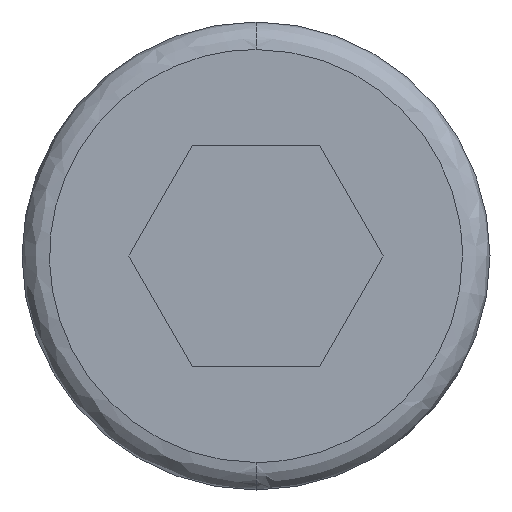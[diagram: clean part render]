
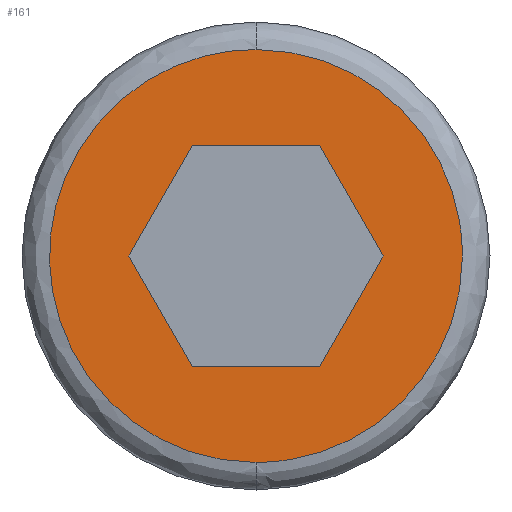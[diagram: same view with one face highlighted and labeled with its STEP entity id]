
A CAD part, front view. The second image highlights one B-rep face of the part: STEP entity #161.
In plain terms, the highlighted planar face has unit normal (0, -1, 0).
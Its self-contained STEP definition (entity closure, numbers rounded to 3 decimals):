
#16 = ORIENTED_EDGE ( 'NONE', *, *, #301, .F. ) ;
#17 = ORIENTED_EDGE ( 'NONE', *, *, #621, .T. ) ;
#33 = CARTESIAN_POINT ( 'NONE',  ( -2.309, -5., 0. ) ) ;
#35 = CARTESIAN_POINT ( 'NONE',  ( 2.197, -5., 3.75 ) ) ;
#69 = ORIENTED_EDGE ( 'NONE', *, *, #581, .T. ) ;
#78 = ORIENTED_EDGE ( 'NONE', *, *, #419, .T. ) ;
#102 = FACE_OUTER_BOUND ( 'NONE', #206, .T. ) ;
#114 =( BOUNDED_CURVE ( )  B_SPLINE_CURVE ( 3, ( #751, #35, #394, #633 ),
 .UNSPECIFIED., .F., .F. ) 
 B_SPLINE_CURVE_WITH_KNOTS ( ( 4, 4 ),
 ( 0., 1. ),
 .UNSPECIFIED. ) 
 CURVE ( )  GEOMETRIC_REPRESENTATION_ITEM ( )  RATIONAL_B_SPLINE_CURVE ( ( 1., 0.805, 0.805, 1. ) ) 
 REPRESENTATION_ITEM ( '' )  );
#117 = CARTESIAN_POINT ( 'NONE',  ( 0., -5., -3.75 ) ) ;
#142 = ORIENTED_EDGE ( 'NONE', *, *, #402, .T. ) ;
#149 = LINE ( 'NONE', #325, #629 ) ;
#151 = CARTESIAN_POINT ( 'NONE',  ( 2.309, -5., 0. ) ) ;
#157 = DIRECTION ( 'NONE',  ( 0.5, 0., 0.866 ) ) ;
#159 =( BOUNDED_CURVE ( )  B_SPLINE_CURVE ( 3, ( #676, #497, #491, #723, #428, #183, #187 ),
 .UNSPECIFIED., .F., .T. ) 
 B_SPLINE_CURVE_WITH_KNOTS ( ( 4, 3, 4 ),
 ( 0.333, 0.667, 1. ),
 .UNSPECIFIED. ) 
 CURVE ( )  GEOMETRIC_REPRESENTATION_ITEM ( )  RATIONAL_B_SPLINE_CURVE ( ( 1., 0.805, 0.805, 1., 0.805, 0.805, 1. ) ) 
 REPRESENTATION_ITEM ( '' )  );
#161 = ADVANCED_FACE ( 'NONE', ( #228, #102 ), #358, .T. ) ;
#180 = CARTESIAN_POINT ( 'NONE',  ( 3.75, -5., 0. ) ) ;
#183 = CARTESIAN_POINT ( 'NONE',  ( -2.197, -5., 3.75 ) ) ;
#187 = CARTESIAN_POINT ( 'NONE',  ( 0., -5., 3.75 ) ) ;
#206 = EDGE_LOOP ( 'NONE', ( #16, #765, #539 ) ) ;
#225 = CARTESIAN_POINT ( 'NONE',  ( 2.197, -5., -3.75 ) ) ;
#226 = DIRECTION ( 'NONE',  ( 0.5, 0., -0.866 ) ) ;
#228 = FACE_BOUND ( 'NONE', #700, .T. ) ;
#236 = DIRECTION ( 'NONE',  ( -0.5, 0., -0.866 ) ) ;
#241 = CARTESIAN_POINT ( 'NONE',  ( 2.309, -5., 0. ) ) ;
#242 = DIRECTION ( 'NONE',  ( -1., 0., 0. ) ) ;
#250 = VERTEX_POINT ( 'NONE', #383 ) ;
#256 = CARTESIAN_POINT ( 'NONE',  ( 0., -5., -3.75 ) ) ;
#274 = DIRECTION ( 'NONE',  ( 1., 0., 0. ) ) ;
#278 = LINE ( 'NONE', #296, #332 ) ;
#285 = VECTOR ( 'NONE', #348, 1000. ) ;
#288 = ORIENTED_EDGE ( 'NONE', *, *, #692, .T. ) ;
#296 = CARTESIAN_POINT ( 'NONE',  ( 0., -5., -2. ) ) ;
#301 = EDGE_CURVE ( 'NONE', #250, #615, #114, .T. ) ;
#325 = CARTESIAN_POINT ( 'NONE',  ( 0., -5., 2. ) ) ;
#332 = VECTOR ( 'NONE', #242, 1000. ) ;
#341 = LINE ( 'NONE', #599, #761 ) ;
#347 = VERTEX_POINT ( 'NONE', #151 ) ;
#348 = DIRECTION ( 'NONE',  ( -0.5, 0., 0.866 ) ) ;
#358 = PLANE ( 'NONE',  #524 ) ;
#375 = VERTEX_POINT ( 'NONE', #636 ) ;
#383 = CARTESIAN_POINT ( 'NONE',  ( 0., -5., 3.75 ) ) ;
#394 = CARTESIAN_POINT ( 'NONE',  ( 3.75, -5., 2.197 ) ) ;
#397 = VERTEX_POINT ( 'NONE', #452 ) ;
#402 = EDGE_CURVE ( 'NONE', #375, #538, #149, .T. ) ;
#407 = ORIENTED_EDGE ( 'NONE', *, *, #541, .T. ) ;
#415 = CARTESIAN_POINT ( 'NONE',  ( -1.155, -5., -2. ) ) ;
#419 = EDGE_CURVE ( 'NONE', #397, #375, #453, .T. ) ;
#424 = LINE ( 'NONE', #241, #548 ) ;
#428 = CARTESIAN_POINT ( 'NONE',  ( -3.75, -5., 2.197 ) ) ;
#437 = CARTESIAN_POINT ( 'NONE',  ( -1.155, -5., -2. ) ) ;
#443 = DIRECTION ( 'NONE',  ( 0., -1., 0. ) ) ;
#452 = CARTESIAN_POINT ( 'NONE',  ( -2.309, -5., 0. ) ) ;
#453 = LINE ( 'NONE', #33, #510 ) ;
#471 = VERTEX_POINT ( 'NONE', #720 ) ;
#472 = CARTESIAN_POINT ( 'NONE',  ( 3.75, -5., 0. ) ) ;
#478 = CARTESIAN_POINT ( 'NONE',  ( 3.75, -5., -2.197 ) ) ;
#484 = CARTESIAN_POINT ( 'NONE',  ( 1.155, -5., 2. ) ) ;
#489 = LINE ( 'NONE', #415, #285 ) ;
#491 = CARTESIAN_POINT ( 'NONE',  ( -3.75, -5., -2.197 ) ) ;
#497 = CARTESIAN_POINT ( 'NONE',  ( -2.197, -5., -3.75 ) ) ;
#510 = VECTOR ( 'NONE', #157, 1000. ) ;
#524 = AXIS2_PLACEMENT_3D ( 'NONE', #724, #443, #678 ) ;
#538 = VERTEX_POINT ( 'NONE', #484 ) ;
#539 = ORIENTED_EDGE ( 'NONE', *, *, #568, .F. ) ;
#541 = EDGE_CURVE ( 'NONE', #538, #347, #341, .T. ) ;
#548 = VECTOR ( 'NONE', #236, 1000. ) ;
#568 = EDGE_CURVE ( 'NONE', #615, #774, #656, .T. ) ;
#581 = EDGE_CURVE ( 'NONE', #706, #397, #489, .T. ) ;
#599 = CARTESIAN_POINT ( 'NONE',  ( 1.155, -5., 2. ) ) ;
#615 = VERTEX_POINT ( 'NONE', #180 ) ;
#621 = EDGE_CURVE ( 'NONE', #471, #706, #278, .T. ) ;
#629 = VECTOR ( 'NONE', #274, 1000. ) ;
#633 = CARTESIAN_POINT ( 'NONE',  ( 3.75, -5., 0. ) ) ;
#635 = EDGE_CURVE ( 'NONE', #774, #250, #159, .T. ) ;
#636 = CARTESIAN_POINT ( 'NONE',  ( -1.155, -5., 2. ) ) ;
#656 =( BOUNDED_CURVE ( )  B_SPLINE_CURVE ( 3, ( #472, #478, #225, #117 ),
 .UNSPECIFIED., .F., .T. ) 
 B_SPLINE_CURVE_WITH_KNOTS ( ( 4, 4 ),
 ( 0., 0.333 ),
 .UNSPECIFIED. ) 
 CURVE ( )  GEOMETRIC_REPRESENTATION_ITEM ( )  RATIONAL_B_SPLINE_CURVE ( ( 1., 0.805, 0.805, 1. ) ) 
 REPRESENTATION_ITEM ( '' )  );
#676 = CARTESIAN_POINT ( 'NONE',  ( 0., -5., -3.75 ) ) ;
#678 = DIRECTION ( 'NONE',  ( 0., 0., -1. ) ) ;
#692 = EDGE_CURVE ( 'NONE', #347, #471, #424, .T. ) ;
#700 = EDGE_LOOP ( 'NONE', ( #407, #288, #17, #69, #78, #142 ) ) ;
#706 = VERTEX_POINT ( 'NONE', #437 ) ;
#720 = CARTESIAN_POINT ( 'NONE',  ( 1.155, -5., -2. ) ) ;
#723 = CARTESIAN_POINT ( 'NONE',  ( -3.75, -5., 0. ) ) ;
#724 = CARTESIAN_POINT ( 'NONE',  ( 0., -5., 0. ) ) ;
#751 = CARTESIAN_POINT ( 'NONE',  ( 0., -5., 3.75 ) ) ;
#761 = VECTOR ( 'NONE', #226, 1000. ) ;
#765 = ORIENTED_EDGE ( 'NONE', *, *, #635, .F. ) ;
#774 = VERTEX_POINT ( 'NONE', #256 ) ;
